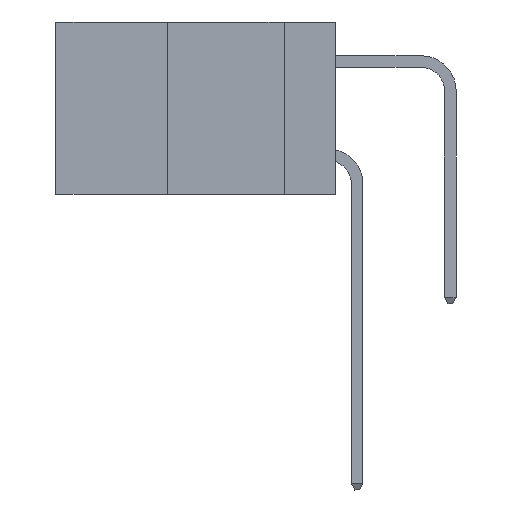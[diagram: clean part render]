
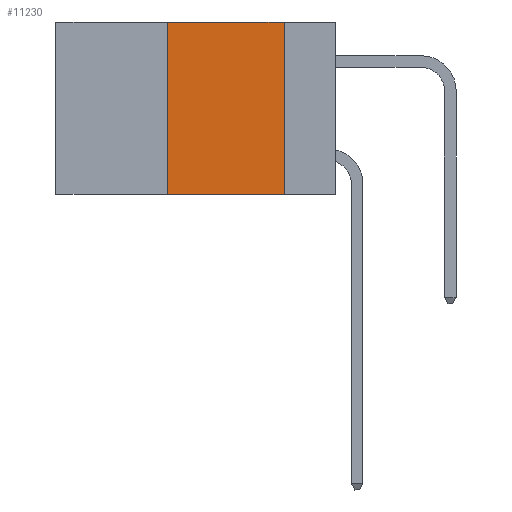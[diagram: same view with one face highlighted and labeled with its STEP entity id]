
A CAD part, left-side view. The second image highlights one B-rep face of the part: STEP entity #11230.
In plain terms, the highlighted planar face has unit normal (-1, 0, 0).
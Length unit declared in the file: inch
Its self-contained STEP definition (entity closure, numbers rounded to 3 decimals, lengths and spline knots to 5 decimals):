
#60 = VERTEX_POINT ( 'NONE', #697 ) ;
#367 = DIRECTION ( 'NONE',  ( 0., -1., 0. ) ) ;
#655 = DIRECTION ( 'NONE',  ( 0., 0., -1. ) ) ;
#697 = CARTESIAN_POINT ( 'NONE',  ( 0., 0.36, -0.37 ) ) ;
#715 = VERTEX_POINT ( 'NONE', #14532 ) ;
#1448 = PLANE ( 'NONE',  #5751 ) ;
#2309 = VECTOR ( 'NONE', #6872, 39.37008 ) ;
#2673 = DIRECTION ( 'NONE',  ( 0., 0., -1. ) ) ;
#3397 = CARTESIAN_POINT ( 'NONE',  ( 0., 0.6, -0.37 ) ) ;
#4894 = FACE_OUTER_BOUND ( 'NONE', #11140, .T. ) ;
#5087 = VERTEX_POINT ( 'NONE', #10918 ) ;
#5751 = AXIS2_PLACEMENT_3D ( 'NONE', #6156, #9649, #2673 ) ;
#6156 = CARTESIAN_POINT ( 'NONE',  ( 0., 0.6, 0. ) ) ;
#6872 = DIRECTION ( 'NONE',  ( 0., -1., 0. ) ) ;
#6953 = ORIENTED_EDGE ( 'NONE', *, *, #12570, .F. ) ;
#7130 = ORIENTED_EDGE ( 'NONE', *, *, #7880, .F. ) ;
#7880 = EDGE_CURVE ( 'NONE', #715, #8433, #13381, .T. ) ;
#8140 = LINE ( 'NONE', #3397, #2309 ) ;
#8433 = VERTEX_POINT ( 'NONE', #11021 ) ;
#8512 = DIRECTION ( 'NONE',  ( 0., 0., 1. ) ) ;
#9438 = EDGE_CURVE ( 'NONE', #60, #5087, #13511, .T. ) ;
#9647 = CARTESIAN_POINT ( 'NONE',  ( 0., 0.36, 0. ) ) ;
#9649 = DIRECTION ( 'NONE',  ( 1., 0., 0. ) ) ;
#9872 = CARTESIAN_POINT ( 'NONE',  ( 0., 0.6, 0. ) ) ;
#10116 = CARTESIAN_POINT ( 'NONE',  ( 0., 0.11, 0. ) ) ;
#10226 = ORIENTED_EDGE ( 'NONE', *, *, #9438, .F. ) ;
#10422 = ORIENTED_EDGE ( 'NONE', *, *, #11001, .T. ) ;
#10918 = CARTESIAN_POINT ( 'NONE',  ( 0., 0.36, 0. ) ) ;
#11001 = EDGE_CURVE ( 'NONE', #60, #8433, #8140, .T. ) ;
#11021 = CARTESIAN_POINT ( 'NONE',  ( 0., 0.11, -0.37 ) ) ;
#11140 = EDGE_LOOP ( 'NONE', ( #7130, #6953, #10226, #10422 ) ) ;
#11230 = ADVANCED_FACE ( 'NONE', ( #4894 ), #1448, .F. ) ;
#12093 = VECTOR ( 'NONE', #367, 39.37008 ) ;
#12435 = LINE ( 'NONE', #9872, #12093 ) ;
#12570 = EDGE_CURVE ( 'NONE', #5087, #715, #12435, .T. ) ;
#13017 = VECTOR ( 'NONE', #655, 39.37008 ) ;
#13155 = VECTOR ( 'NONE', #8512, 39.37008 ) ;
#13381 = LINE ( 'NONE', #10116, #13017 ) ;
#13511 = LINE ( 'NONE', #9647, #13155 ) ;
#14532 = CARTESIAN_POINT ( 'NONE',  ( 0., 0.11, 0. ) ) ;
